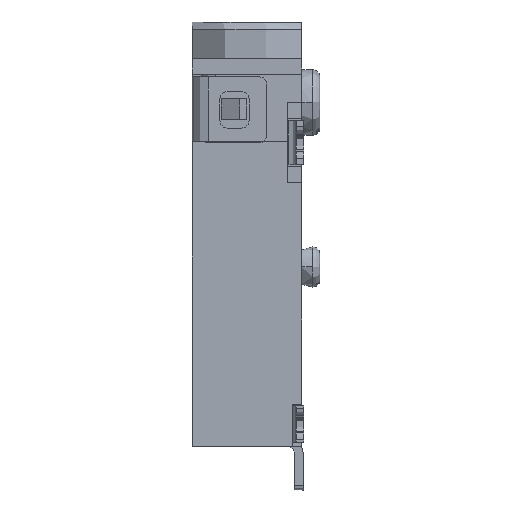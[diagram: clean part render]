
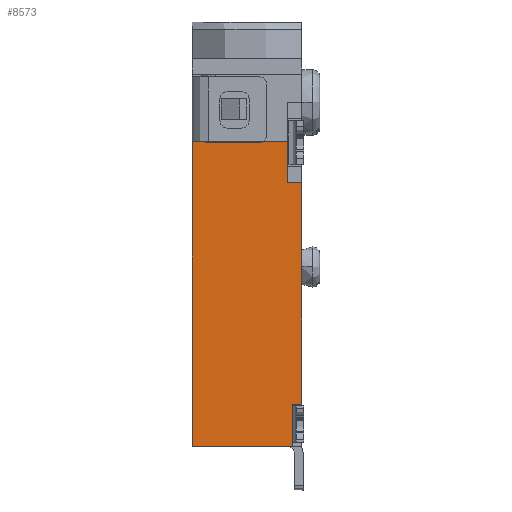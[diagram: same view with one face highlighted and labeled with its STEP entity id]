
A CAD part, left-side view. The second image highlights one B-rep face of the part: STEP entity #8573.
In plain terms, the highlighted planar face has unit normal (-1, 0, 0).
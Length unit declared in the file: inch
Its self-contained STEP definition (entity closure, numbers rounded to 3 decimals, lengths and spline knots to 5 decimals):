
#92 = DIRECTION ( 'NONE',  ( 0., 0., -1. ) ) ;
#141 = EDGE_CURVE ( 'NONE', #5250, #6920, #10785, .T. ) ;
#724 = ORIENTED_EDGE ( 'NONE', *, *, #4211, .F. ) ;
#1481 = CARTESIAN_POINT ( 'NONE',  ( 0., 0.11811, 0. ) ) ;
#1644 = CARTESIAN_POINT ( 'NONE',  ( 0., 0.11811, -0.41732 ) ) ;
#1664 = CARTESIAN_POINT ( 'NONE',  ( 0., 0.00984, -0.41732 ) ) ;
#1720 = DIRECTION ( 'NONE',  ( 0., -1., 0. ) ) ;
#1941 = CARTESIAN_POINT ( 'NONE',  ( 0., 0.01575, -0.13386 ) ) ;
#2038 = CARTESIAN_POINT ( 'NONE',  ( 0., 0.01575, -0.20866 ) ) ;
#2163 = CARTESIAN_POINT ( 'NONE',  ( 0., 0.00984, 0. ) ) ;
#2423 = CARTESIAN_POINT ( 'NONE',  ( 0., 0., -0.37205 ) ) ;
#2464 = VERTEX_POINT ( 'NONE', #7563 ) ;
#2753 = DIRECTION ( 'NONE',  ( 0., 0., -1. ) ) ;
#2868 = DIRECTION ( 'NONE',  ( 0., 1., 0. ) ) ;
#3516 = VECTOR ( 'NONE', #92, 39.37008 ) ;
#3626 = CARTESIAN_POINT ( 'NONE',  ( 0., 0.01496, -0.37205 ) ) ;
#3854 = DIRECTION ( 'NONE',  ( 0., -1., 0. ) ) ;
#3956 = CARTESIAN_POINT ( 'NONE',  ( 0., 0.11811, -0.08976 ) ) ;
#3996 = EDGE_CURVE ( 'NONE', #6920, #7310, #15398, .T. ) ;
#4211 = EDGE_CURVE ( 'NONE', #2464, #5662, #16370, .T. ) ;
#4332 = CARTESIAN_POINT ( 'NONE',  ( 0., 0.11811, -0.41732 ) ) ;
#4626 = LINE ( 'NONE', #9812, #5152 ) ;
#4670 = VECTOR ( 'NONE', #5920, 39.37008 ) ;
#5152 = VECTOR ( 'NONE', #7423, 39.37008 ) ;
#5250 = VERTEX_POINT ( 'NONE', #1644 ) ;
#5325 = VECTOR ( 'NONE', #2753, 39.37008 ) ;
#5662 = VERTEX_POINT ( 'NONE', #1941 ) ;
#5920 = DIRECTION ( 'NONE',  ( 0., 0., -1. ) ) ;
#5988 = VERTEX_POINT ( 'NONE', #11311 ) ;
#6417 = DIRECTION ( 'NONE',  ( 0., 1., 0. ) ) ;
#6550 = CARTESIAN_POINT ( 'NONE',  ( 0., 0.11811, 0. ) ) ;
#6920 = VERTEX_POINT ( 'NONE', #1664 ) ;
#7095 = ORIENTED_EDGE ( 'NONE', *, *, #7418, .T. ) ;
#7298 = VECTOR ( 'NONE', #1720, 39.37008 ) ;
#7310 = VERTEX_POINT ( 'NONE', #11819 ) ;
#7418 = EDGE_CURVE ( 'NONE', #5988, #5250, #10298, .T. ) ;
#7423 = DIRECTION ( 'NONE',  ( 0., 1., 0. ) ) ;
#7563 = CARTESIAN_POINT ( 'NONE',  ( 0., 0.01575, -0.08976 ) ) ;
#7768 = ORIENTED_EDGE ( 'NONE', *, *, #12716, .T. ) ;
#7780 = AXIS2_PLACEMENT_3D ( 'NONE', #6550, #14455, #3854 ) ;
#7866 = CARTESIAN_POINT ( 'NONE',  ( 0., 0., -0.13386 ) ) ;
#8137 = VERTEX_POINT ( 'NONE', #7866 ) ;
#8535 = ORIENTED_EDGE ( 'NONE', *, *, #16064, .F. ) ;
#8573 = ADVANCED_FACE ( 'NONE', ( #15250 ), #10548, .T. ) ;
#8946 = EDGE_LOOP ( 'NONE', ( #7095, #12958, #10049, #10894, #8535, #15826, #724, #7768 ) ) ;
#9064 = CARTESIAN_POINT ( 'NONE',  ( 0., 0., -0.20866 ) ) ;
#9812 = CARTESIAN_POINT ( 'NONE',  ( 0., 0.11811, -0.13386 ) ) ;
#9872 = VECTOR ( 'NONE', #6417, 39.37008 ) ;
#10036 = DIRECTION ( 'NONE',  ( 0., 0., 1. ) ) ;
#10049 = ORIENTED_EDGE ( 'NONE', *, *, #3996, .T. ) ;
#10237 = VERTEX_POINT ( 'NONE', #2423 ) ;
#10298 = LINE ( 'NONE', #1481, #5325 ) ;
#10548 = PLANE ( 'NONE',  #7780 ) ;
#10648 = EDGE_CURVE ( 'NONE', #10237, #7310, #11431, .T. ) ;
#10785 = LINE ( 'NONE', #4332, #7298 ) ;
#10894 = ORIENTED_EDGE ( 'NONE', *, *, #10648, .F. ) ;
#11311 = CARTESIAN_POINT ( 'NONE',  ( 0., 0.11811, -0.08976 ) ) ;
#11431 = LINE ( 'NONE', #3626, #9872 ) ;
#11819 = CARTESIAN_POINT ( 'NONE',  ( 0., 0.00984, -0.37205 ) ) ;
#11824 = VECTOR ( 'NONE', #2868, 39.37008 ) ;
#12252 = VECTOR ( 'NONE', #10036, 39.37008 ) ;
#12716 = EDGE_CURVE ( 'NONE', #2464, #5988, #14236, .T. ) ;
#12958 = ORIENTED_EDGE ( 'NONE', *, *, #141, .T. ) ;
#14236 = LINE ( 'NONE', #3956, #11824 ) ;
#14455 = DIRECTION ( 'NONE',  ( -1., 0., 0. ) ) ;
#15250 = FACE_OUTER_BOUND ( 'NONE', #8946, .T. ) ;
#15398 = LINE ( 'NONE', #2163, #12252 ) ;
#15826 = ORIENTED_EDGE ( 'NONE', *, *, #16788, .T. ) ;
#16064 = EDGE_CURVE ( 'NONE', #8137, #10237, #16639, .T. ) ;
#16370 = LINE ( 'NONE', #2038, #4670 ) ;
#16639 = LINE ( 'NONE', #9064, #3516 ) ;
#16788 = EDGE_CURVE ( 'NONE', #8137, #5662, #4626, .T. ) ;
